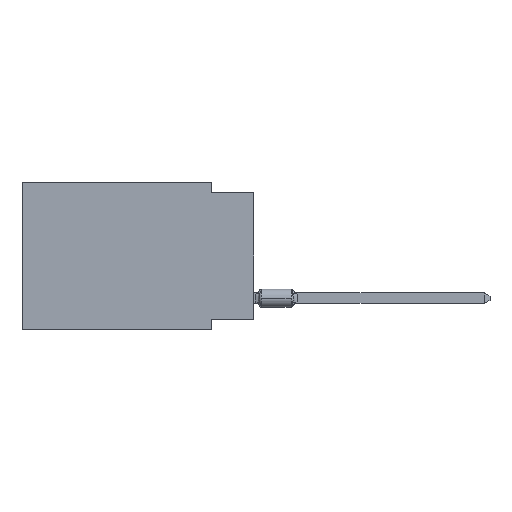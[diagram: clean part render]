
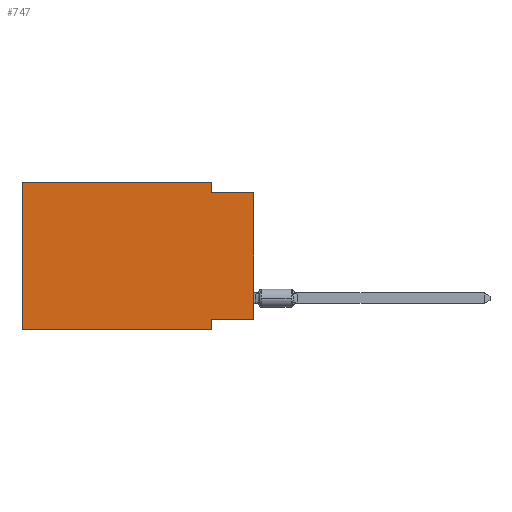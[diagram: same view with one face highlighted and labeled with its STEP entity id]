
A CAD part, left-side view. The second image highlights one B-rep face of the part: STEP entity #747.
In plain terms, the highlighted planar face has unit normal (-1, 0, 0).
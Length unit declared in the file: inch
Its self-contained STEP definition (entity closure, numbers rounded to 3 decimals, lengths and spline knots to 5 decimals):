
#423 = CARTESIAN_POINT ( 'NONE',  ( 0., 0.1, -0.35 ) ) ;
#747 = ADVANCED_FACE ( 'NONE', ( #13602 ), #2205, .F. ) ;
#797 = CARTESIAN_POINT ( 'NONE',  ( 0., 0.1, -0.325 ) ) ;
#929 = DIRECTION ( 'NONE',  ( 0., -1., 0. ) ) ;
#947 = ORIENTED_EDGE ( 'NONE', *, *, #11634, .F. ) ;
#973 = EDGE_CURVE ( 'NONE', #9800, #8500, #4652, .T. ) ;
#1180 = DIRECTION ( 'NONE',  ( 0., 0., -1. ) ) ;
#1189 = ORIENTED_EDGE ( 'NONE', *, *, #1292, .T. ) ;
#1292 = EDGE_CURVE ( 'NONE', #14476, #12191, #10224, .T. ) ;
#1580 = DIRECTION ( 'NONE',  ( 0., -1., 0. ) ) ;
#1844 = EDGE_CURVE ( 'NONE', #8500, #7516, #5014, .T. ) ;
#2035 = LINE ( 'NONE', #10759, #5088 ) ;
#2205 = PLANE ( 'NONE',  #5785 ) ;
#2263 = DIRECTION ( 'NONE',  ( 0., 0., 1. ) ) ;
#2267 = CARTESIAN_POINT ( 'NONE',  ( 0., 0., -0.025 ) ) ;
#2290 = CARTESIAN_POINT ( 'NONE',  ( 0., 0.1, -0.35 ) ) ;
#2322 = DIRECTION ( 'NONE',  ( 0., 1., 0. ) ) ;
#2452 = CARTESIAN_POINT ( 'NONE',  ( 0., 0., 0. ) ) ;
#3001 = CARTESIAN_POINT ( 'NONE',  ( 0., 0.1, -0.025 ) ) ;
#3371 = DIRECTION ( 'NONE',  ( 0., 0., -1. ) ) ;
#3450 = DIRECTION ( 'NONE',  ( 0., 0., -1. ) ) ;
#3656 = ORIENTED_EDGE ( 'NONE', *, *, #7915, .T. ) ;
#3665 = ORIENTED_EDGE ( 'NONE', *, *, #1844, .F. ) ;
#4124 = VECTOR ( 'NONE', #11609, 39.37008 ) ;
#4253 = ORIENTED_EDGE ( 'NONE', *, *, #10097, .F. ) ;
#4652 = LINE ( 'NONE', #5621, #10395 ) ;
#5014 = LINE ( 'NONE', #8012, #5724 ) ;
#5088 = VECTOR ( 'NONE', #1580, 39.37008 ) ;
#5260 = VECTOR ( 'NONE', #2322, 39.37008 ) ;
#5476 = CARTESIAN_POINT ( 'NONE',  ( 0., 0., -0.025 ) ) ;
#5621 = CARTESIAN_POINT ( 'NONE',  ( 0., 0.55, 0. ) ) ;
#5724 = VECTOR ( 'NONE', #3450, 39.37008 ) ;
#5785 = AXIS2_PLACEMENT_3D ( 'NONE', #12466, #10247, #3371 ) ;
#6290 = VECTOR ( 'NONE', #2263, 39.37008 ) ;
#6877 = CARTESIAN_POINT ( 'NONE',  ( 0., 0., -0.325 ) ) ;
#7055 = VERTEX_POINT ( 'NONE', #13169 ) ;
#7137 = CARTESIAN_POINT ( 'NONE',  ( 0., 0.55, 0. ) ) ;
#7516 = VERTEX_POINT ( 'NONE', #3001 ) ;
#7834 = LINE ( 'NONE', #2290, #13539 ) ;
#7884 = EDGE_LOOP ( 'NONE', ( #1189, #9463, #3665, #8679, #4253, #3656, #947, #11799 ) ) ;
#7915 = EDGE_CURVE ( 'NONE', #7055, #10945, #2035, .T. ) ;
#8012 = CARTESIAN_POINT ( 'NONE',  ( 0., 0.1, 0. ) ) ;
#8163 = LINE ( 'NONE', #5476, #10854 ) ;
#8500 = VERTEX_POINT ( 'NONE', #8582 ) ;
#8582 = CARTESIAN_POINT ( 'NONE',  ( 0., 0.1, 0. ) ) ;
#8679 = ORIENTED_EDGE ( 'NONE', *, *, #973, .F. ) ;
#8870 = VERTEX_POINT ( 'NONE', #797 ) ;
#9143 = CARTESIAN_POINT ( 'NONE',  ( 0., 0.55, 0. ) ) ;
#9348 = LINE ( 'NONE', #9143, #6290 ) ;
#9463 = ORIENTED_EDGE ( 'NONE', *, *, #12060, .F. ) ;
#9800 = VERTEX_POINT ( 'NONE', #7137 ) ;
#10097 = EDGE_CURVE ( 'NONE', #7055, #9800, #9348, .T. ) ;
#10224 = LINE ( 'NONE', #2452, #4124 ) ;
#10247 = DIRECTION ( 'NONE',  ( 1., 0., 0. ) ) ;
#10395 = VECTOR ( 'NONE', #11378, 39.37008 ) ;
#10759 = CARTESIAN_POINT ( 'NONE',  ( 0., 0.55, -0.35 ) ) ;
#10854 = VECTOR ( 'NONE', #929, 39.37008 ) ;
#10945 = VERTEX_POINT ( 'NONE', #423 ) ;
#11196 = CARTESIAN_POINT ( 'NONE',  ( 0., 0., -0.325 ) ) ;
#11378 = DIRECTION ( 'NONE',  ( 0., -1., 0. ) ) ;
#11609 = DIRECTION ( 'NONE',  ( 0., 0., 1. ) ) ;
#11634 = EDGE_CURVE ( 'NONE', #8870, #10945, #7834, .T. ) ;
#11799 = ORIENTED_EDGE ( 'NONE', *, *, #13520, .F. ) ;
#12060 = EDGE_CURVE ( 'NONE', #7516, #12191, #8163, .T. ) ;
#12191 = VERTEX_POINT ( 'NONE', #2267 ) ;
#12466 = CARTESIAN_POINT ( 'NONE',  ( 0., 0.55, 0. ) ) ;
#13169 = CARTESIAN_POINT ( 'NONE',  ( 0., 0.55, -0.35 ) ) ;
#13520 = EDGE_CURVE ( 'NONE', #14476, #8870, #13985, .T. ) ;
#13539 = VECTOR ( 'NONE', #1180, 39.37008 ) ;
#13602 = FACE_OUTER_BOUND ( 'NONE', #7884, .T. ) ;
#13985 = LINE ( 'NONE', #6877, #5260 ) ;
#14476 = VERTEX_POINT ( 'NONE', #11196 ) ;
